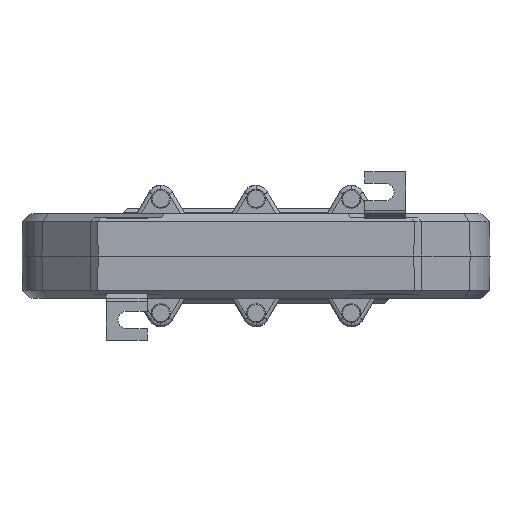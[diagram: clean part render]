
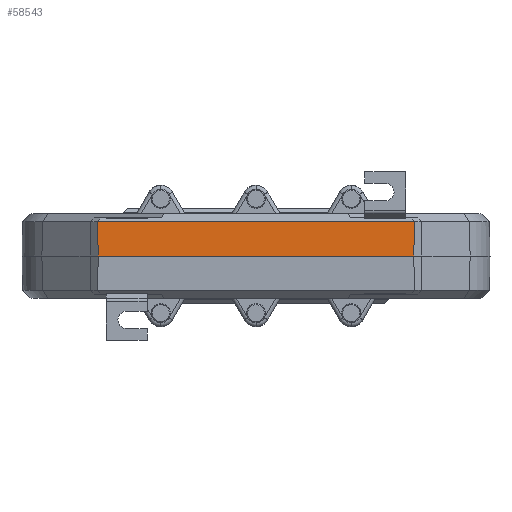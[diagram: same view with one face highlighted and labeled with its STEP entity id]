
A CAD part, front view. The second image highlights one B-rep face of the part: STEP entity #58543.
In plain terms, the highlighted planar face has unit normal (0, -1, 0.018).
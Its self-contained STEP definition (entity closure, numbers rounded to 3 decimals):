
#23630 = VERTEX_POINT ( 'NONE', #62378 ) ;
#25981 = VERTEX_POINT ( 'NONE', #63339 ) ;
#27903 = EDGE_CURVE ( 'NONE', #23630, #25981, #63868, .T. ) ;
#29232 = VERTEX_POINT ( 'NONE', #64144 ) ;
#29650 = EDGE_CURVE ( 'NONE', #30495, #29232, #64173, .T. ) ;
#30495 = VERTEX_POINT ( 'NONE', #64232 ) ;
#56350 = EDGE_LOOP ( 'NONE', ( #58383, #58602, #58476, #58600, #58441, #58479 ) ) ;
#57352 = EDGE_CURVE ( 'NONE', #58674, #30495, #66175, .T. ) ;
#58383 = ORIENTED_EDGE ( 'NONE', *, *, #29650, .T. ) ;
#58421 = EDGE_CURVE ( 'NONE', #23630, #58572, #66210, .T. ) ;
#58441 = ORIENTED_EDGE ( 'NONE', *, *, #58814, .F. ) ;
#58476 = ORIENTED_EDGE ( 'NONE', *, *, #58421, .F. ) ;
#58479 = ORIENTED_EDGE ( 'NONE', *, *, #57352, .T. ) ;
#58500 = EDGE_CURVE ( 'NONE', #29232, #58572, #66272, .T. ) ;
#58543 = ADVANCED_FACE ( 'NONE', ( #66265 ), #66219, .T. ) ;
#58572 = VERTEX_POINT ( 'NONE', #66269 ) ;
#58600 = ORIENTED_EDGE ( 'NONE', *, *, #27903, .T. ) ;
#58602 = ORIENTED_EDGE ( 'NONE', *, *, #58500, .T. ) ;
#58674 = VERTEX_POINT ( 'NONE', #66259 ) ;
#58814 = EDGE_CURVE ( 'NONE', #58674, #25981, #66299, .T. ) ;
#62378 = CARTESIAN_POINT ( 'NONE',  ( 57.908, -81.778, 12.722 ) ) ;
#63339 = CARTESIAN_POINT ( 'NONE',  ( -57.908, -81.778, 12.722 ) ) ;
#63864 = DIRECTION ( 'NONE',  ( -1., 0., 0. ) ) ;
#63865 = VECTOR ( 'NONE', #63864, 1000. ) ;
#63866 = CARTESIAN_POINT ( 'NONE',  ( -49., -81.778, 12.722 ) ) ;
#63868 = LINE ( 'NONE', #63866, #63865 ) ;
#64144 = CARTESIAN_POINT ( 'NONE',  ( 58., -82., 0. ) ) ;
#64167 = DIRECTION ( 'NONE',  ( 1., 0., 0. ) ) ;
#64168 = VECTOR ( 'NONE', #64167, 1000. ) ;
#64172 = CARTESIAN_POINT ( 'NONE',  ( 61., -82., 0. ) ) ;
#64173 = LINE ( 'NONE', #64172, #64168 ) ;
#64232 = CARTESIAN_POINT ( 'NONE',  ( -58., -82., 0. ) ) ;
#66172 = DIRECTION ( 'NONE',  ( 0.017, -0.017, -1. ) ) ;
#66173 = VECTOR ( 'NONE', #66172, 1000. ) ;
#66174 = CARTESIAN_POINT ( 'NONE',  ( -58.27, -81.73, 15.491 ) ) ;
#66175 = LINE ( 'NONE', #66174, #66173 ) ;
#66210 = LINE ( 'NONE', #66268, #66267 ) ;
#66211 = CARTESIAN_POINT ( 'NONE',  ( 61., -82., 0. ) ) ;
#66219 = PLANE ( 'NONE',  #66260 ) ;
#66257 = DIRECTION ( 'NONE',  ( 0., -0.017, -1. ) ) ;
#66258 = DIRECTION ( 'NONE',  ( 0., -1., 0.017 ) ) ;
#66259 = CARTESIAN_POINT ( 'NONE',  ( -58.218, -81.782, 12.5 ) ) ;
#66260 = AXIS2_PLACEMENT_3D ( 'NONE', #66211, #66258, #66257 ) ;
#66263 = DIRECTION ( 'NONE',  ( 0.017, 0.017, 1. ) ) ;
#66264 = VECTOR ( 'NONE', #66263, 1000. ) ;
#66265 = FACE_OUTER_BOUND ( 'NONE', #56350, .T. ) ;
#66266 = DIRECTION ( 'NONE',  ( 0.813, -0.01, -0.582 ) ) ;
#66267 = VECTOR ( 'NONE', #66266, 1000. ) ;
#66268 = CARTESIAN_POINT ( 'NONE',  ( 65.975, -81.879, 6.947 ) ) ;
#66269 = CARTESIAN_POINT ( 'NONE',  ( 58.218, -81.782, 12.5 ) ) ;
#66271 = CARTESIAN_POINT ( 'NONE',  ( 58.272, -81.728, 15.595 ) ) ;
#66272 = LINE ( 'NONE', #66271, #66264 ) ;
#66291 = DIRECTION ( 'NONE',  ( 0.813, 0.01, 0.582 ) ) ;
#66292 = VECTOR ( 'NONE', #66291, 1000. ) ;
#66298 = CARTESIAN_POINT ( 'NONE',  ( 14.674, -80.871, 64.687 ) ) ;
#66299 = LINE ( 'NONE', #66298, #66292 ) ;
